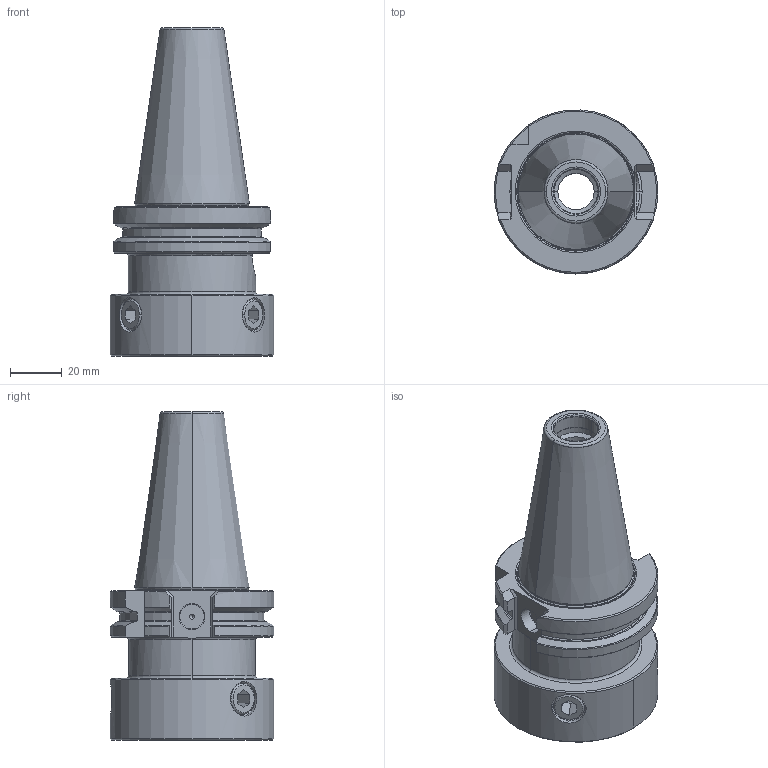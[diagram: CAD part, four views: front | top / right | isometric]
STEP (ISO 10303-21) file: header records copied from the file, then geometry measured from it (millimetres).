
FILE_DESCRIPTION(('no description'),'unknown implementation level');
FILE_NAME('6FD7F556-C0A1-4037-A112-992E73B84319_export.stp',' ',('CIMSOURCE GmbH'),('CADClick - KiM GmbH - www.kimweb.de'),'unknown preprocess','ACIS','unknown authorization');
FILE_SCHEMA(('automotive_design'));
Length unit declared in the file: millimetre
Products named in the file (4): 323.821N Kaiser Schaft SK40B VDxCKN6x90|690.436 Kaiser ETL M12 X 18 CK6;Schnitt-Linear austragen2; 323.821N Kaiser Schaft SK40B VDxCKN6x90|323.821N Kaiser Schaft SK40B VDxCKN6x90;Schnitt-Rotation7
Bounding box: 63.5 x 63.5 x 127.25 mm (x, y, z)
Volume: 149202.3 mm3; surface area: 40225.6 mm2
Topology: 4 solids, 4 shells, 287 faces, 694 edges, 415 vertices
Faces by surface type: plane 100, cone 88, cylinder 73, torus 26
Entity records: 16812 total; most frequent: CARTESIAN_POINT 2312, DIRECTION 1420, STYLED_ITEM 1390, PRESENTATION_STYLE_ASSIGNMENT 1390, COLOUR_RGB 1390, ORIENTED_EDGE 1368, EDGE_CURVE 684, CURVE_STYLE 684
